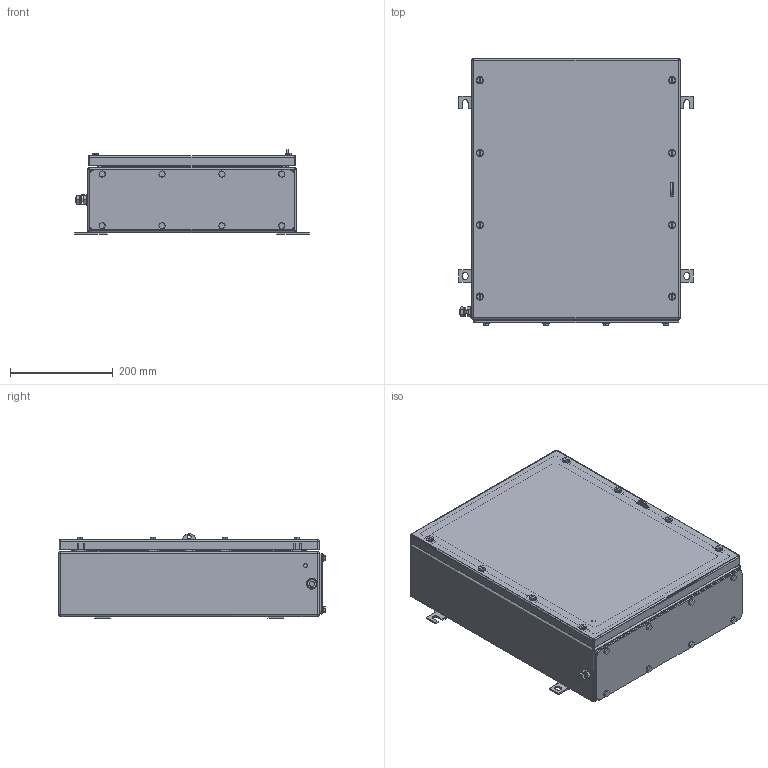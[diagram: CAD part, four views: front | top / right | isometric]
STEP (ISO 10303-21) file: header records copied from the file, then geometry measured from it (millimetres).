
FILE_DESCRIPTION(('CATIA V5 STEP Exchange','CAx-IF Rec.Pracs.--- Model Styling and Organization---1.4--- 2014-01-23'),'2;1');
FILE_NAME ('1523457-3_1_8000108847_8000108847 KTB MH 504015 S4E1.stp','2023-10-04T06:23:47+00:00',('none'),('Weidmueller'),'CATIA Version 5-6 Release 2016 SP3 HF44','CATIA V5 STEP AP214','none');
FILE_SCHEMA(('AUTOMOTIVE_DESIGN { 1 0 10303 214 1 1 1 1 }'));
Products named in the file (1): 8000108847 KTB MH 504015 S4E1
Bounding box: 457 x 519 x 165 mm (x, y, z)
Volume: 1443401.4 mm3; surface area: 1720400.6 mm2
Topology: 46 solids, 46 shells, 2272 faces, 6059 edges, 3892 vertices
Faces by surface type: plane 1046, cylinder 810, cone 212, bspline 176, torus 20, sphere 8
Entity records: 82920 total; most frequent: CARTESIAN_POINT 29953, ORIENTED_EDGE 11990, DIRECTION 8749, EDGE_CURVE 5995, VERTEX_POINT 3892, VECTOR 3363, LINE 3363, AXIS2_PLACEMENT_3D 3330
